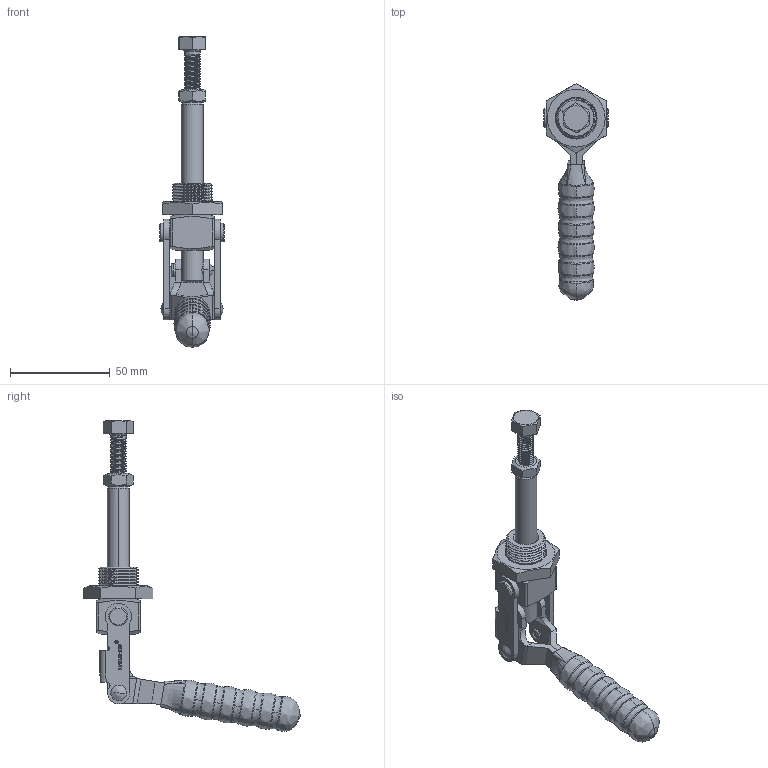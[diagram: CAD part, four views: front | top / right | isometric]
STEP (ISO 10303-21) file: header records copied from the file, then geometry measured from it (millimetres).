
FILE_DESCRIPTION (( 'STEP AP203' ), '1' );
FILE_NAME ('HS-36204M.STEP', '2019-08-07T23:59:13', ( '微软用户' ), ( '微软中国' ), 'SwSTEP 2.0', 'SolidWorks 2012', '' );
FILE_SCHEMA (( 'CONFIG_CONTROL_DESIGN' ));
Length unit declared in the file: millimetre
Products named in the file (14): HS-36204M; PRT0003__1; HS-36204M-03_HANDLE______ASM; NONE-10732_; NONE-3844_; HS-36204M-08_____; HS-36204M-05_____; HS-36204M-09_____; PRT0002__1; HS-36204M-06_____; HS-36204M-01_____; HS-36204M-04_CONNECTING-PLATE__; HS-36204M-07_____; HS-36204M-02_CREST_STALK_____
Assembly tree (15 placements, depth 3):
  HS-36204M
    HS-36204M-02_CREST_STALK_____
    HS-36204M-07_____  x2
    HS-36204M-04_CONNECTING-PLATE__
    HS-36204M-01_____
    HS-36204M-06_____  x2
    PRT0002__1
    HS-36204M-09_____
    HS-36204M-05_____
    HS-36204M-08_____
    HS-36204M-03_HANDLE______ASM
      NONE-3844_
      NONE-10732_
    PRT0003__1
Bounding box: 32.2 x 108.54 x 155.76 mm (x, y, z)
Volume: 46283.5 mm3; surface area: 33182.3 mm2
Topology: 14 solids, 14 shells, 888 faces, 2432 edges, 1583 vertices
Faces by surface type: plane 443, cylinder 267, bspline 122, cone 56
Entity records: 73020 total; most frequent: CARTESIAN_POINT 50875, ORIENTED_EDGE 4736, DIRECTION 3558, EDGE_CURVE 2368, VERTEX_POINT 1557, VECTOR 1466, LINE 1466, AXIS2_PLACEMENT_3D 1046
